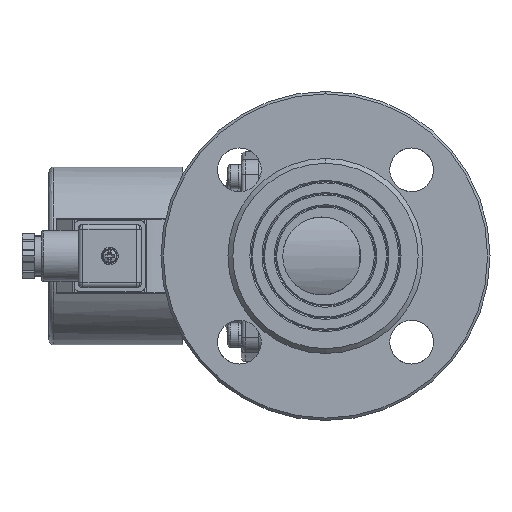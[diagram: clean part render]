
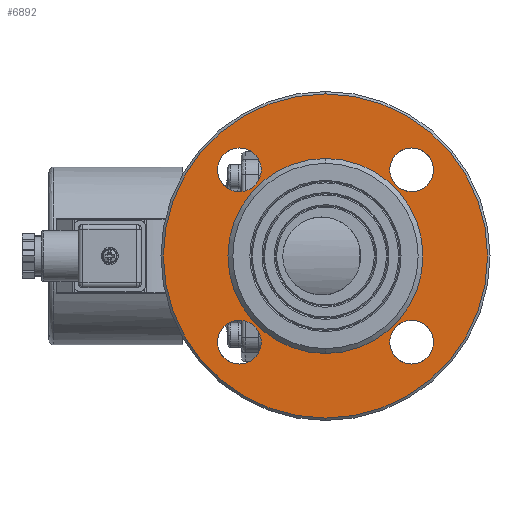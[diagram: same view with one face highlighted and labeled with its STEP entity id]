
A CAD part, left-side view. The second image highlights one B-rep face of the part: STEP entity #6892.
In plain terms, the highlighted planar face has unit normal (-1, 0, 0).
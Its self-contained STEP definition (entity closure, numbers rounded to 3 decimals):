
#947 = CARTESIAN_POINT ( 'NONE',  ( -74., 0., 40. ) ) ;
#1210 = CARTESIAN_POINT ( 'NONE',  ( -74., -35.35, 35.35 ) ) ;
#2552 = DIRECTION ( 'NONE',  ( 0., 0., -1. ) ) ;
#5866 = DIRECTION ( 'NONE',  ( 0., 0., -1. ) ) ;
#6417 = DIRECTION ( 'NONE',  ( 0., 0., -1. ) ) ;
#6892 = ADVANCED_FACE ( 'NONE', ( #112404, #67761, #20257, #90225, #66565, #42793 ), #100506, .F. ) ;
#7339 = CIRCLE ( 'NONE', #79087, 9. ) ;
#8100 = AXIS2_PLACEMENT_3D ( 'NONE', #10371, #72883, #19371 ) ;
#8359 = DIRECTION ( 'NONE',  ( 0., 0., -1. ) ) ;
#8429 = CIRCLE ( 'NONE', #51168, 66.5 ) ;
#10151 = DIRECTION ( 'NONE',  ( 0., 0., -1. ) ) ;
#10371 = CARTESIAN_POINT ( 'NONE',  ( -74., 0., 0. ) ) ;
#10431 = CARTESIAN_POINT ( 'NONE',  ( -74., 0., 66.5 ) ) ;
#11078 = CARTESIAN_POINT ( 'NONE',  ( -74., 35.35, -26.35 ) ) ;
#11714 = EDGE_LOOP ( 'NONE', ( #38177, #67464 ) ) ;
#12205 = ORIENTED_EDGE ( 'NONE', *, *, #77008, .F. ) ;
#13003 = EDGE_CURVE ( 'NONE', #70983, #44955, #13101, .T. ) ;
#13101 = CIRCLE ( 'NONE', #16397, 9. ) ;
#13326 = ORIENTED_EDGE ( 'NONE', *, *, #80241, .T. ) ;
#13603 = CARTESIAN_POINT ( 'NONE',  ( -74., 35.35, 35.35 ) ) ;
#13889 = CARTESIAN_POINT ( 'NONE',  ( -74., -35.35, -44.35 ) ) ;
#15017 = VERTEX_POINT ( 'NONE', #87237 ) ;
#15247 = VERTEX_POINT ( 'NONE', #83272 ) ;
#15884 = CARTESIAN_POINT ( 'NONE',  ( -74., 35.35, 26.35 ) ) ;
#15921 = VERTEX_POINT ( 'NONE', #10431 ) ;
#16397 = AXIS2_PLACEMENT_3D ( 'NONE', #94050, #40628, #103067 ) ;
#16716 = CARTESIAN_POINT ( 'NONE',  ( -74., -35.35, -35.35 ) ) ;
#17027 = CIRCLE ( 'NONE', #91249, 40. ) ;
#17789 = AXIS2_PLACEMENT_3D ( 'NONE', #16716, #79154, #25677 ) ;
#17913 = DIRECTION ( 'NONE',  ( 1., 0., 0. ) ) ;
#18503 = EDGE_CURVE ( 'NONE', #35818, #15017, #42130, .T. ) ;
#19305 = DIRECTION ( 'NONE',  ( -1., 0., 0. ) ) ;
#19371 = DIRECTION ( 'NONE',  ( 0., 0., -1. ) ) ;
#20014 = CARTESIAN_POINT ( 'NONE',  ( -74., 35.35, -35.35 ) ) ;
#20257 = FACE_BOUND ( 'NONE', #107011, .T. ) ;
#22041 = EDGE_CURVE ( 'NONE', #15921, #52249, #8429, .T. ) ;
#22575 = DIRECTION ( 'NONE',  ( 0., 0., -1. ) ) ;
#25474 = ORIENTED_EDGE ( 'NONE', *, *, #13003, .T. ) ;
#25677 = DIRECTION ( 'NONE',  ( 0., 0., -1. ) ) ;
#25793 = CARTESIAN_POINT ( 'NONE',  ( -74., -35.35, 44.35 ) ) ;
#27991 = AXIS2_PLACEMENT_3D ( 'NONE', #20014, #82438, #29025 ) ;
#29025 = DIRECTION ( 'NONE',  ( 0., 0., -1. ) ) ;
#31633 = CIRCLE ( 'NONE', #27991, 9. ) ;
#31641 = ORIENTED_EDGE ( 'NONE', *, *, #65482, .T. ) ;
#32840 = ORIENTED_EDGE ( 'NONE', *, *, #89203, .T. ) ;
#33129 = DIRECTION ( 'NONE',  ( 1., 0., 0. ) ) ;
#33706 = EDGE_CURVE ( 'NONE', #44955, #70983, #115217, .T. ) ;
#34179 = AXIS2_PLACEMENT_3D ( 'NONE', #47053, #56069, #2552 ) ;
#35818 = VERTEX_POINT ( 'NONE', #947 ) ;
#38158 = AXIS2_PLACEMENT_3D ( 'NONE', #86542, #33129, #95535 ) ;
#38177 = ORIENTED_EDGE ( 'NONE', *, *, #42394, .F. ) ;
#40628 = DIRECTION ( 'NONE',  ( 1., 0., 0. ) ) ;
#42039 = EDGE_LOOP ( 'NONE', ( #55740, #25474 ) ) ;
#42130 = CIRCLE ( 'NONE', #60716, 40. ) ;
#42394 = EDGE_CURVE ( 'NONE', #15017, #35818, #17027, .T. ) ;
#42793 = FACE_OUTER_BOUND ( 'NONE', #64148, .T. ) ;
#44955 = VERTEX_POINT ( 'NONE', #13889 ) ;
#47053 = CARTESIAN_POINT ( 'NONE',  ( -74., 0., 0.027 ) ) ;
#48676 = CIRCLE ( 'NONE', #101454, 9. ) ;
#51168 = AXIS2_PLACEMENT_3D ( 'NONE', #112786, #59375, #5866 ) ;
#52249 = VERTEX_POINT ( 'NONE', #102285 ) ;
#53310 = CIRCLE ( 'NONE', #38158, 9. ) ;
#55740 = ORIENTED_EDGE ( 'NONE', *, *, #33706, .T. ) ;
#56069 = DIRECTION ( 'NONE',  ( 1., 0., 0. ) ) ;
#58261 = CARTESIAN_POINT ( 'NONE',  ( -74., 35.35, -44.35 ) ) ;
#59375 = DIRECTION ( 'NONE',  ( 1., 0., 0. ) ) ;
#59940 = DIRECTION ( 'NONE',  ( 1., 0., 0. ) ) ;
#60688 = AXIS2_PLACEMENT_3D ( 'NONE', #1210, #63680, #10151 ) ;
#60716 = AXIS2_PLACEMENT_3D ( 'NONE', #72814, #19305, #81733 ) ;
#61876 = DIRECTION ( 'NONE',  ( -1., 0., 0. ) ) ;
#62018 = AXIS2_PLACEMENT_3D ( 'NONE', #113354, #59940, #6417 ) ;
#63680 = DIRECTION ( 'NONE',  ( 1., 0., 0. ) ) ;
#64148 = EDGE_LOOP ( 'NONE', ( #12205, #94542 ) ) ;
#64746 = ORIENTED_EDGE ( 'NONE', *, *, #72713, .T. ) ;
#65413 = CIRCLE ( 'NONE', #8100, 66.5 ) ;
#65482 = EDGE_CURVE ( 'NONE', #15247, #99669, #53310, .T. ) ;
#66565 = FACE_BOUND ( 'NONE', #11714, .T. ) ;
#67464 = ORIENTED_EDGE ( 'NONE', *, *, #18503, .F. ) ;
#67761 = FACE_BOUND ( 'NONE', #82709, .T. ) ;
#70983 = VERTEX_POINT ( 'NONE', #99573 ) ;
#71434 = CARTESIAN_POINT ( 'NONE',  ( -74., 35.35, 35.35 ) ) ;
#72713 = EDGE_CURVE ( 'NONE', #99410, #94805, #48676, .T. ) ;
#72814 = CARTESIAN_POINT ( 'NONE',  ( -74., 0., 0. ) ) ;
#72883 = DIRECTION ( 'NONE',  ( 1., 0., 0. ) ) ;
#76064 = DIRECTION ( 'NONE',  ( 1., 0., 0. ) ) ;
#77008 = EDGE_CURVE ( 'NONE', #52249, #15921, #65413, .T. ) ;
#77277 = CARTESIAN_POINT ( 'NONE',  ( -74., 35.35, 44.35 ) ) ;
#79087 = AXIS2_PLACEMENT_3D ( 'NONE', #71434, #17913, #80361 ) ;
#79154 = DIRECTION ( 'NONE',  ( 1., 0., 0. ) ) ;
#80241 = EDGE_CURVE ( 'NONE', #99669, #15247, #84692, .T. ) ;
#80361 = DIRECTION ( 'NONE',  ( 0., 0., -1. ) ) ;
#81081 = EDGE_LOOP ( 'NONE', ( #32840, #100300 ) ) ;
#81733 = DIRECTION ( 'NONE',  ( 0., 0., -1. ) ) ;
#82438 = DIRECTION ( 'NONE',  ( 1., 0., 0. ) ) ;
#82709 = EDGE_LOOP ( 'NONE', ( #64746, #84571 ) ) ;
#83272 = CARTESIAN_POINT ( 'NONE',  ( -74., -35.35, 26.35 ) ) ;
#84571 = ORIENTED_EDGE ( 'NONE', *, *, #98618, .T. ) ;
#84692 = CIRCLE ( 'NONE', #60688, 9. ) ;
#86542 = CARTESIAN_POINT ( 'NONE',  ( -74., -35.35, 35.35 ) ) ;
#87237 = CARTESIAN_POINT ( 'NONE',  ( -74., 0., -40. ) ) ;
#89203 = EDGE_CURVE ( 'NONE', #89259, #108298, #31633, .T. ) ;
#89259 = VERTEX_POINT ( 'NONE', #58261 ) ;
#90225 = FACE_BOUND ( 'NONE', #42039, .T. ) ;
#91249 = AXIS2_PLACEMENT_3D ( 'NONE', #115281, #61876, #8359 ) ;
#94050 = CARTESIAN_POINT ( 'NONE',  ( -74., -35.35, -35.35 ) ) ;
#94542 = ORIENTED_EDGE ( 'NONE', *, *, #22041, .F. ) ;
#94805 = VERTEX_POINT ( 'NONE', #77277 ) ;
#95535 = DIRECTION ( 'NONE',  ( 0., 0., -1. ) ) ;
#98618 = EDGE_CURVE ( 'NONE', #94805, #99410, #7339, .T. ) ;
#99410 = VERTEX_POINT ( 'NONE', #15884 ) ;
#99573 = CARTESIAN_POINT ( 'NONE',  ( -74., -35.35, -26.35 ) ) ;
#99669 = VERTEX_POINT ( 'NONE', #25793 ) ;
#100300 = ORIENTED_EDGE ( 'NONE', *, *, #102965, .T. ) ;
#100506 = PLANE ( 'NONE',  #34179 ) ;
#101454 = AXIS2_PLACEMENT_3D ( 'NONE', #13603, #76064, #22575 ) ;
#102285 = CARTESIAN_POINT ( 'NONE',  ( -74., 0., -66.5 ) ) ;
#102965 = EDGE_CURVE ( 'NONE', #108298, #89259, #111812, .T. ) ;
#103067 = DIRECTION ( 'NONE',  ( 0., 0., -1. ) ) ;
#107011 = EDGE_LOOP ( 'NONE', ( #31641, #13326 ) ) ;
#108298 = VERTEX_POINT ( 'NONE', #11078 ) ;
#111812 = CIRCLE ( 'NONE', #62018, 9. ) ;
#112404 = FACE_BOUND ( 'NONE', #81081, .T. ) ;
#112786 = CARTESIAN_POINT ( 'NONE',  ( -74., 0., 0. ) ) ;
#113354 = CARTESIAN_POINT ( 'NONE',  ( -74., 35.35, -35.35 ) ) ;
#115217 = CIRCLE ( 'NONE', #17789, 9. ) ;
#115281 = CARTESIAN_POINT ( 'NONE',  ( -74., 0., 0. ) ) ;
